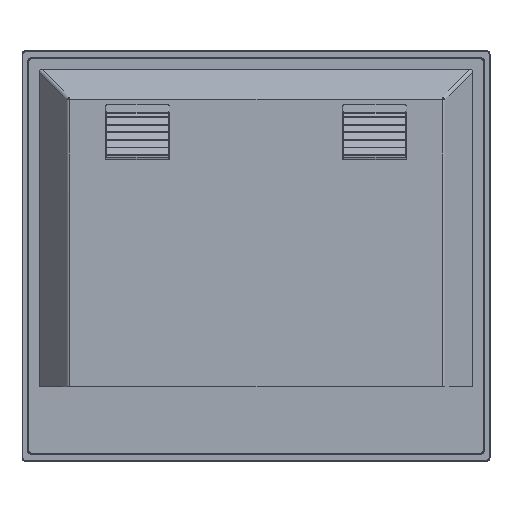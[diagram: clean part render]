
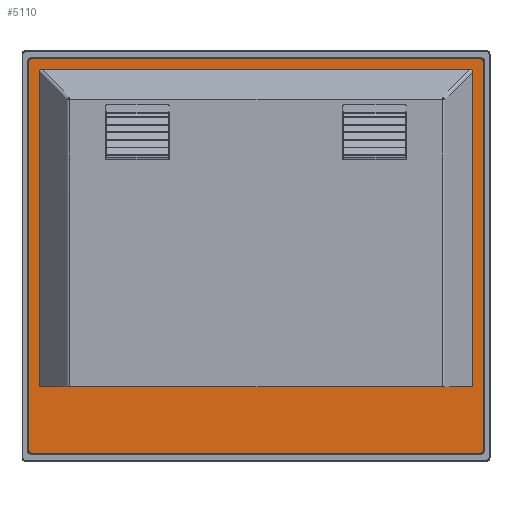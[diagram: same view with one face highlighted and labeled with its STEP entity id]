
A CAD part, left-side view. The second image highlights one B-rep face of the part: STEP entity #5110.
In plain terms, the highlighted free-form (B-spline) face has degree [1, 1] with [2, 2] control points.
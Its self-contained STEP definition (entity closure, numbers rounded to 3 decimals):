
#5110 = ADVANCED_FACE('',(#5111,#5173),#5219,.T.);
#5111 = FACE_BOUND('',#5112,.T.);
#5112 = EDGE_LOOP('',(#5113,#5122,#5130,#5137,#5145,#5152,#5160,#5167));
#5113 = ORIENTED_EDGE('',*,*,#5114,.T.);
#5114 = EDGE_CURVE('',#5115,#5117,#5119,.T.);
#5115 = VERTEX_POINT('',#5116);
#5116 = CARTESIAN_POINT('',(-42.939,-288.398,
    -245.996));
#5117 = VERTEX_POINT('',#5118);
#5118 = CARTESIAN_POINT('',(-42.939,-288.398,
    245.996));
#5119 = B_SPLINE_CURVE_WITH_KNOTS('',1,(#5120,#5121),.UNSPECIFIED.,.F.,
  .F.,(2,2),(-458.311,0.009),
  .PIECEWISE_BEZIER_KNOTS.);
#5120 = CARTESIAN_POINT('',(-42.939,-288.398,
    -245.996));
#5121 = CARTESIAN_POINT('',(-42.939,-288.398,
    245.996));
#5122 = ORIENTED_EDGE('',*,*,#5123,.T.);
#5123 = EDGE_CURVE('',#5117,#5124,#5126,.T.);
#5124 = VERTEX_POINT('',#5125);
#5125 = CARTESIAN_POINT('',(-42.939,-284.104,
    250.29));
#5126 = ( BOUNDED_CURVE() B_SPLINE_CURVE(2,(#5127,#5128,#5129),
.UNSPECIFIED.,.F.,.F.) B_SPLINE_CURVE_WITH_KNOTS((3,3),(5.498,
7.069),.PIECEWISE_BEZIER_KNOTS.) CURVE() 
GEOMETRIC_REPRESENTATION_ITEM() RATIONAL_B_SPLINE_CURVE((1.,
0.707,1.)) REPRESENTATION_ITEM('') );
#5127 = CARTESIAN_POINT('',(-42.939,-288.398,
    245.996));
#5128 = CARTESIAN_POINT('',(-42.939,-288.398,
    250.29));
#5129 = CARTESIAN_POINT('',(-42.939,-284.104,
    250.29));
#5130 = ORIENTED_EDGE('',*,*,#5131,.T.);
#5131 = EDGE_CURVE('',#5124,#5132,#5134,.T.);
#5132 = VERTEX_POINT('',#5133);
#5133 = CARTESIAN_POINT('',(-42.939,284.104,
    250.29));
#5134 = B_SPLINE_CURVE_WITH_KNOTS('',1,(#5135,#5136),.UNSPECIFIED.,.F.,
  .F.,(2,2),(-529.311,0.009),
  .PIECEWISE_BEZIER_KNOTS.);
#5135 = CARTESIAN_POINT('',(-42.939,-284.104,
    250.29));
#5136 = CARTESIAN_POINT('',(-42.939,284.104,
    250.29));
#5137 = ORIENTED_EDGE('',*,*,#5138,.T.);
#5138 = EDGE_CURVE('',#5132,#5139,#5141,.T.);
#5139 = VERTEX_POINT('',#5140);
#5140 = CARTESIAN_POINT('',(-42.939,288.398,
    245.996));
#5141 = ( BOUNDED_CURVE() B_SPLINE_CURVE(2,(#5142,#5143,#5144),
.UNSPECIFIED.,.F.,.F.) B_SPLINE_CURVE_WITH_KNOTS((3,3),(5.498,
7.069),.PIECEWISE_BEZIER_KNOTS.) CURVE() 
GEOMETRIC_REPRESENTATION_ITEM() RATIONAL_B_SPLINE_CURVE((1.,
0.707,1.)) REPRESENTATION_ITEM('') );
#5142 = CARTESIAN_POINT('',(-42.939,284.104,
    250.29));
#5143 = CARTESIAN_POINT('',(-42.939,288.398,
    250.29));
#5144 = CARTESIAN_POINT('',(-42.939,288.398,
    245.996));
#5145 = ORIENTED_EDGE('',*,*,#5146,.T.);
#5146 = EDGE_CURVE('',#5139,#5147,#5149,.T.);
#5147 = VERTEX_POINT('',#5148);
#5148 = CARTESIAN_POINT('',(-42.939,288.398,
    -245.996));
#5149 = B_SPLINE_CURVE_WITH_KNOTS('',1,(#5150,#5151),.UNSPECIFIED.,.F.,
  .F.,(2,2),(-458.311,0.009),
  .PIECEWISE_BEZIER_KNOTS.);
#5150 = CARTESIAN_POINT('',(-42.939,288.398,
    245.996));
#5151 = CARTESIAN_POINT('',(-42.939,288.398,
    -245.996));
#5152 = ORIENTED_EDGE('',*,*,#5153,.T.);
#5153 = EDGE_CURVE('',#5147,#5154,#5156,.T.);
#5154 = VERTEX_POINT('',#5155);
#5155 = CARTESIAN_POINT('',(-42.939,284.104,
    -250.29));
#5156 = ( BOUNDED_CURVE() B_SPLINE_CURVE(2,(#5157,#5158,#5159),
.UNSPECIFIED.,.F.,.F.) B_SPLINE_CURVE_WITH_KNOTS((3,3),(5.498,
7.069),.PIECEWISE_BEZIER_KNOTS.) CURVE() 
GEOMETRIC_REPRESENTATION_ITEM() RATIONAL_B_SPLINE_CURVE((1.,
0.707,1.)) REPRESENTATION_ITEM('') );
#5157 = CARTESIAN_POINT('',(-42.939,288.398,
    -245.996));
#5158 = CARTESIAN_POINT('',(-42.939,288.398,
    -250.29));
#5159 = CARTESIAN_POINT('',(-42.939,284.104,
    -250.29));
#5160 = ORIENTED_EDGE('',*,*,#5161,.T.);
#5161 = EDGE_CURVE('',#5154,#5162,#5164,.T.);
#5162 = VERTEX_POINT('',#5163);
#5163 = CARTESIAN_POINT('',(-42.939,-284.104,
    -250.29));
#5164 = B_SPLINE_CURVE_WITH_KNOTS('',1,(#5165,#5166),.UNSPECIFIED.,.F.,
  .F.,(2,2),(-529.311,0.009),
  .PIECEWISE_BEZIER_KNOTS.);
#5165 = CARTESIAN_POINT('',(-42.939,284.104,
    -250.29));
#5166 = CARTESIAN_POINT('',(-42.939,-284.104,
    -250.29));
#5167 = ORIENTED_EDGE('',*,*,#5168,.T.);
#5168 = EDGE_CURVE('',#5162,#5115,#5169,.T.);
#5169 = ( BOUNDED_CURVE() B_SPLINE_CURVE(2,(#5170,#5171,#5172),
.UNSPECIFIED.,.F.,.F.) B_SPLINE_CURVE_WITH_KNOTS((3,3),(5.498,
7.069),.PIECEWISE_BEZIER_KNOTS.) CURVE() 
GEOMETRIC_REPRESENTATION_ITEM() RATIONAL_B_SPLINE_CURVE((1.,
0.707,1.)) REPRESENTATION_ITEM('') );
#5170 = CARTESIAN_POINT('',(-42.939,-284.104,
    -250.29));
#5171 = CARTESIAN_POINT('',(-42.939,-288.398,
    -250.29));
#5172 = CARTESIAN_POINT('',(-42.939,-288.398,
    -245.996));
#5173 = FACE_BOUND('',#5174,.T.);
#5174 = EDGE_LOOP('',(#5175,#5184,#5192,#5199,#5206,#5213));
#5175 = ORIENTED_EDGE('',*,*,#5176,.F.);
#5176 = EDGE_CURVE('',#5177,#5179,#5181,.T.);
#5177 = VERTEX_POINT('',#5178);
#5178 = CARTESIAN_POINT('',(-42.939,-271.41,
    236.7));
#5179 = VERTEX_POINT('',#5180);
#5180 = CARTESIAN_POINT('',(-42.939,271.41,
    236.7));
#5181 = B_SPLINE_CURVE_WITH_KNOTS('',1,(#5182,#5183),.UNSPECIFIED.,.F.,
  .F.,(2,2),(3.165,508.835),.PIECEWISE_BEZIER_KNOTS.);
#5182 = CARTESIAN_POINT('',(-42.939,-271.41,
    236.7));
#5183 = CARTESIAN_POINT('',(-42.939,271.41,
    236.7));
#5184 = ORIENTED_EDGE('',*,*,#5185,.T.);
#5185 = EDGE_CURVE('',#5177,#5186,#5188,.T.);
#5186 = VERTEX_POINT('',#5187);
#5187 = CARTESIAN_POINT('',(-42.939,-274.808,
    233.302));
#5188 = ( BOUNDED_CURVE() B_SPLINE_CURVE(2,(#5189,#5190,#5191),
.UNSPECIFIED.,.F.,.F.) B_SPLINE_CURVE_WITH_KNOTS((3,3),(5.689,
6.877),.PIECEWISE_BEZIER_KNOTS.) CURVE() 
GEOMETRIC_REPRESENTATION_ITEM() RATIONAL_B_SPLINE_CURVE((1.,
0.829,1.)) REPRESENTATION_ITEM('') );
#5189 = CARTESIAN_POINT('',(-42.939,-271.41,
    236.7));
#5190 = CARTESIAN_POINT('',(-42.939,-274.808,
    236.7));
#5191 = CARTESIAN_POINT('',(-42.939,-274.808,
    233.302));
#5192 = ORIENTED_EDGE('',*,*,#5193,.F.);
#5193 = EDGE_CURVE('',#5194,#5186,#5196,.T.);
#5194 = VERTEX_POINT('',#5195);
#5195 = CARTESIAN_POINT('',(-42.939,-274.808,
    -165.851));
#5196 = B_SPLINE_CURVE_WITH_KNOTS('',1,(#5197,#5198),.UNSPECIFIED.,.F.,
  .F.,(2,2),(0.,371.835),.PIECEWISE_BEZIER_KNOTS.);
#5197 = CARTESIAN_POINT('',(-42.939,-274.808,
    -165.851));
#5198 = CARTESIAN_POINT('',(-42.939,-274.808,
    233.302));
#5199 = ORIENTED_EDGE('',*,*,#5200,.F.);
#5200 = EDGE_CURVE('',#5201,#5194,#5203,.T.);
#5201 = VERTEX_POINT('',#5202);
#5202 = CARTESIAN_POINT('',(-42.939,274.808,
    -165.851));
#5203 = B_SPLINE_CURVE_WITH_KNOTS('',1,(#5204,#5205),.UNSPECIFIED.,.F.,
  .F.,(2,2),(0.,512.),.PIECEWISE_BEZIER_KNOTS.);
#5204 = CARTESIAN_POINT('',(-42.939,274.808,
    -165.851));
#5205 = CARTESIAN_POINT('',(-42.939,-274.808,
    -165.851));
#5206 = ORIENTED_EDGE('',*,*,#5207,.F.);
#5207 = EDGE_CURVE('',#5208,#5201,#5210,.T.);
#5208 = VERTEX_POINT('',#5209);
#5209 = CARTESIAN_POINT('',(-42.939,274.808,
    233.302));
#5210 = B_SPLINE_CURVE_WITH_KNOTS('',1,(#5211,#5212),.UNSPECIFIED.,.F.,
  .F.,(2,2),(3.165,375.),.PIECEWISE_BEZIER_KNOTS.);
#5211 = CARTESIAN_POINT('',(-42.939,274.808,
    233.302));
#5212 = CARTESIAN_POINT('',(-42.939,274.808,
    -165.851));
#5213 = ORIENTED_EDGE('',*,*,#5214,.T.);
#5214 = EDGE_CURVE('',#5208,#5179,#5215,.T.);
#5215 = ( BOUNDED_CURVE() B_SPLINE_CURVE(2,(#5216,#5217,#5218),
.UNSPECIFIED.,.F.,.F.) B_SPLINE_CURVE_WITH_KNOTS((3,3),(2.548,
3.735),.PIECEWISE_BEZIER_KNOTS.) CURVE() 
GEOMETRIC_REPRESENTATION_ITEM() RATIONAL_B_SPLINE_CURVE((1.,
0.829,1.)) REPRESENTATION_ITEM('') );
#5216 = CARTESIAN_POINT('',(-42.939,274.808,
    233.302));
#5217 = CARTESIAN_POINT('',(-42.939,274.808,
    236.7));
#5218 = CARTESIAN_POINT('',(-42.939,271.41,
    236.7));
#5219 = B_SPLINE_SURFACE_WITH_KNOTS('',1,1,(
    (#5220,#5221)
    ,(#5222,#5223
    )),.UNSPECIFIED.,.F.,.F.,.F.,(2,2),(2,2),(-233.16,
    233.16),(-268.66,268.66),
  .PIECEWISE_BEZIER_KNOTS.);
#5220 = CARTESIAN_POINT('',(-42.939,-288.398,
    -250.29));
#5221 = CARTESIAN_POINT('',(-42.939,288.398,
    -250.29));
#5222 = CARTESIAN_POINT('',(-42.939,-288.398,
    250.29));
#5223 = CARTESIAN_POINT('',(-42.939,288.398,
    250.29));
